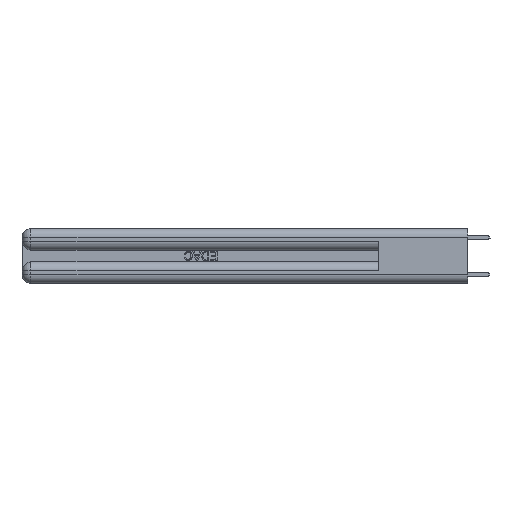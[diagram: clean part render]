
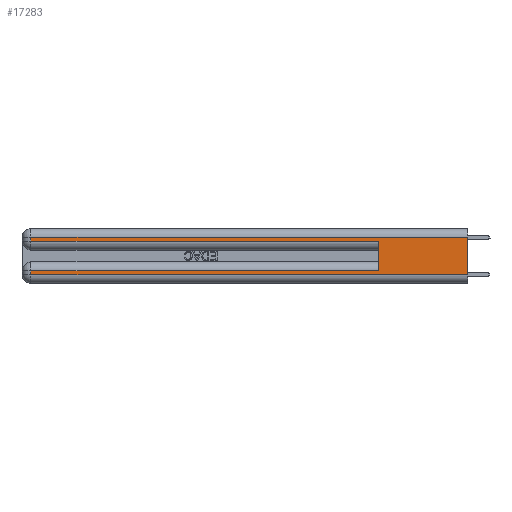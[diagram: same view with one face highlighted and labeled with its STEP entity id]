
A CAD part, left-side view. The second image highlights one B-rep face of the part: STEP entity #17283.
In plain terms, the highlighted planar face has unit normal (-1, 0, 0).
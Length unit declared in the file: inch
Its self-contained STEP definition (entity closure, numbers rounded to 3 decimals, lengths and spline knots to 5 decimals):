
#74 = LINE ( 'NONE', #19512, #25250 ) ;
#789 = VERTEX_POINT ( 'NONE', #3193 ) ;
#1654 = CARTESIAN_POINT ( 'NONE',  ( 0., 0., 0.285 ) ) ;
#1781 = CARTESIAN_POINT ( 'NONE',  ( 0., 0.6, 0.285 ) ) ;
#3193 = CARTESIAN_POINT ( 'NONE',  ( 0., 2.94, 0.06 ) ) ;
#3311 = DIRECTION ( 'NONE',  ( 0., 1., 0. ) ) ;
#3818 = EDGE_CURVE ( 'NONE', #16687, #789, #4884, .T. ) ;
#3977 = EDGE_CURVE ( 'NONE', #789, #29400, #10197, .T. ) ;
#3978 = CARTESIAN_POINT ( 'NONE',  ( 0., 0., 0.37 ) ) ;
#4587 = ORIENTED_EDGE ( 'NONE', *, *, #15254, .T. ) ;
#4712 = DIRECTION ( 'NONE',  ( 0., 0., 1. ) ) ;
#4744 = CARTESIAN_POINT ( 'NONE',  ( 0., 2.94, 0.085 ) ) ;
#4884 = LINE ( 'NONE', #17892, #15525 ) ;
#5961 = CARTESIAN_POINT ( 'NONE',  ( 0., 0., 0.37 ) ) ;
#6209 = EDGE_LOOP ( 'NONE', ( #22844, #9321, #25483, #4587, #26939, #18006, #18384, #18965 ) ) ;
#6284 = EDGE_CURVE ( 'NONE', #22308, #29400, #26372, .T. ) ;
#7636 = VECTOR ( 'NONE', #22622, 39.37008 ) ;
#9321 = ORIENTED_EDGE ( 'NONE', *, *, #25975, .T. ) ;
#10197 = LINE ( 'NONE', #15745, #30776 ) ;
#10616 = LINE ( 'NONE', #24936, #26666 ) ;
#11161 = DIRECTION ( 'NONE',  ( 0., -1., 0. ) ) ;
#11372 = VERTEX_POINT ( 'NONE', #24278 ) ;
#11972 = VERTEX_POINT ( 'NONE', #1781 ) ;
#13079 = DIRECTION ( 'NONE',  ( 0., -1., 0. ) ) ;
#14215 = EDGE_CURVE ( 'NONE', #21187, #16687, #10616, .T. ) ;
#15109 = VERTEX_POINT ( 'NONE', #22456 ) ;
#15254 = EDGE_CURVE ( 'NONE', #15109, #11972, #18585, .T. ) ;
#15383 = FACE_OUTER_BOUND ( 'NONE', #6209, .T. ) ;
#15445 = DIRECTION ( 'NONE',  ( 1., 0., 0. ) ) ;
#15525 = VECTOR ( 'NONE', #25244, 39.37008 ) ;
#15745 = CARTESIAN_POINT ( 'NONE',  ( 0., 0., 0.06 ) ) ;
#16687 = VERTEX_POINT ( 'NONE', #4744 ) ;
#17229 = CARTESIAN_POINT ( 'NONE',  ( 0., 0., 0.31 ) ) ;
#17283 = ADVANCED_FACE ( 'NONE', ( #15383 ), #27684, .F. ) ;
#17892 = CARTESIAN_POINT ( 'NONE',  ( 0., 2.94, 0.37 ) ) ;
#18006 = ORIENTED_EDGE ( 'NONE', *, *, #14215, .T. ) ;
#18384 = ORIENTED_EDGE ( 'NONE', *, *, #3818, .T. ) ;
#18585 = LINE ( 'NONE', #1654, #30362 ) ;
#18965 = ORIENTED_EDGE ( 'NONE', *, *, #3977, .T. ) ;
#19512 = CARTESIAN_POINT ( 'NONE',  ( 0., 0.6, 0.145 ) ) ;
#20480 = VECTOR ( 'NONE', #27168, 39.37008 ) ;
#21054 = DIRECTION ( 'NONE',  ( 0., 0., -1. ) ) ;
#21187 = VERTEX_POINT ( 'NONE', #22222 ) ;
#22195 = CARTESIAN_POINT ( 'NONE',  ( 0., 0., 0.31 ) ) ;
#22222 = CARTESIAN_POINT ( 'NONE',  ( 0., 0.6, 0.085 ) ) ;
#22308 = VERTEX_POINT ( 'NONE', #22195 ) ;
#22456 = CARTESIAN_POINT ( 'NONE',  ( 0., 2.94, 0.285 ) ) ;
#22540 = LINE ( 'NONE', #24622, #7636 ) ;
#22622 = DIRECTION ( 'NONE',  ( 0., 0., -1. ) ) ;
#22844 = ORIENTED_EDGE ( 'NONE', *, *, #6284, .F. ) ;
#22948 = EDGE_CURVE ( 'NONE', #21187, #11972, #74, .T. ) ;
#23162 = AXIS2_PLACEMENT_3D ( 'NONE', #5961, #15445, #30230 ) ;
#23819 = EDGE_CURVE ( 'NONE', #11372, #15109, #22540, .T. ) ;
#24278 = CARTESIAN_POINT ( 'NONE',  ( 0., 2.94, 0.31 ) ) ;
#24622 = CARTESIAN_POINT ( 'NONE',  ( 0., 2.94, 0.37 ) ) ;
#24936 = CARTESIAN_POINT ( 'NONE',  ( 0., 0., 0.085 ) ) ;
#25244 = DIRECTION ( 'NONE',  ( 0., 0., -1. ) ) ;
#25250 = VECTOR ( 'NONE', #4712, 39.37008 ) ;
#25483 = ORIENTED_EDGE ( 'NONE', *, *, #23819, .T. ) ;
#25609 = VECTOR ( 'NONE', #21054, 39.37008 ) ;
#25975 = EDGE_CURVE ( 'NONE', #22308, #11372, #26592, .T. ) ;
#26372 = LINE ( 'NONE', #3978, #25609 ) ;
#26592 = LINE ( 'NONE', #17229, #20480 ) ;
#26666 = VECTOR ( 'NONE', #3311, 39.37008 ) ;
#26939 = ORIENTED_EDGE ( 'NONE', *, *, #22948, .F. ) ;
#27168 = DIRECTION ( 'NONE',  ( 0., 1., 0. ) ) ;
#27684 = PLANE ( 'NONE',  #23162 ) ;
#29400 = VERTEX_POINT ( 'NONE', #31527 ) ;
#30230 = DIRECTION ( 'NONE',  ( 0., 0., -1. ) ) ;
#30362 = VECTOR ( 'NONE', #13079, 39.37008 ) ;
#30776 = VECTOR ( 'NONE', #11161, 39.37008 ) ;
#31527 = CARTESIAN_POINT ( 'NONE',  ( 0., 0., 0.06 ) ) ;
